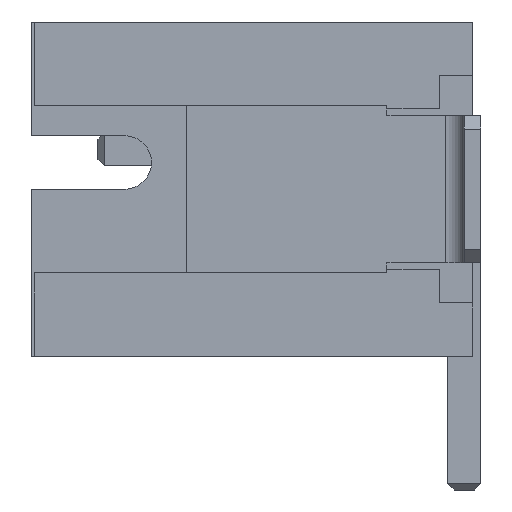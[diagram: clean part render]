
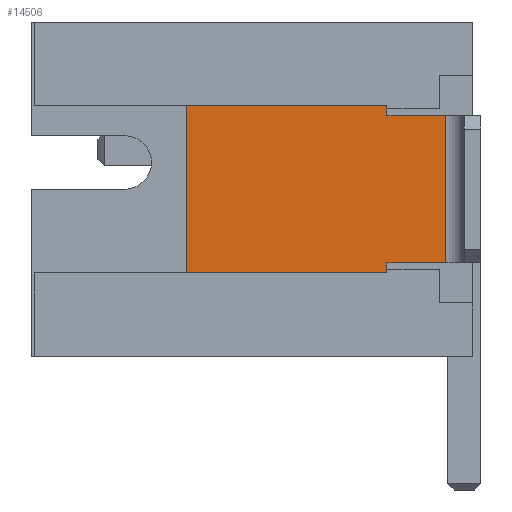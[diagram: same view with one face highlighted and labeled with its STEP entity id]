
A CAD part, left-side view. The second image highlights one B-rep face of the part: STEP entity #14506.
In plain terms, the highlighted planar face has unit normal (-1, 0, 0).
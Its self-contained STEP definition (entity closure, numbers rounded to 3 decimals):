
#495 = DIRECTION ( 'NONE',  ( 0., 0., 1. ) ) ;
#980 = VECTOR ( 'NONE', #495, 1000. ) ;
#1368 = CARTESIAN_POINT ( 'NONE',  ( 0.275, 1.405, 1.25 ) ) ;
#1602 = LINE ( 'NONE', #7266, #12042 ) ;
#1780 = CARTESIAN_POINT ( 'NONE',  ( 0.275, 4.405, 1.25 ) ) ;
#1799 = VERTEX_POINT ( 'NONE', #13870 ) ;
#1995 = CARTESIAN_POINT ( 'NONE',  ( 0.275, 1.405, -1.25 ) ) ;
#2007 = CARTESIAN_POINT ( 'NONE',  ( 0.275, 1.405, -1.25 ) ) ;
#2085 = DIRECTION ( 'NONE',  ( 0., 0., -1. ) ) ;
#2480 = ORIENTED_EDGE ( 'NONE', *, *, #15805, .T. ) ;
#2679 = VECTOR ( 'NONE', #17182, 1000. ) ;
#3117 = LINE ( 'NONE', #1368, #3336 ) ;
#3336 = VECTOR ( 'NONE', #17165, 1000. ) ;
#3346 = CARTESIAN_POINT ( 'NONE',  ( 0.275, 1.405, -1.25 ) ) ;
#3647 = EDGE_CURVE ( 'NONE', #16796, #17286, #4673, .T. ) ;
#3741 = ORIENTED_EDGE ( 'NONE', *, *, #3647, .T. ) ;
#3767 = ORIENTED_EDGE ( 'NONE', *, *, #15252, .T. ) ;
#4150 = VERTEX_POINT ( 'NONE', #1780 ) ;
#4203 = VERTEX_POINT ( 'NONE', #14596 ) ;
#4673 = LINE ( 'NONE', #2007, #4900 ) ;
#4695 = DIRECTION ( 'NONE',  ( 1., 0., 0. ) ) ;
#4861 = DIRECTION ( 'NONE',  ( 0., 0., -1. ) ) ;
#4900 = VECTOR ( 'NONE', #7957, 1000. ) ;
#4951 = CARTESIAN_POINT ( 'NONE',  ( 0.275, 1.405, -1.1 ) ) ;
#5037 = LINE ( 'NONE', #4951, #7081 ) ;
#5364 = EDGE_CURVE ( 'NONE', #4203, #16796, #7569, .T. ) ;
#6412 = VECTOR ( 'NONE', #10478, 1000. ) ;
#6475 = ORIENTED_EDGE ( 'NONE', *, *, #11999, .T. ) ;
#6492 = EDGE_CURVE ( 'NONE', #16475, #17249, #15862, .T. ) ;
#6524 = CARTESIAN_POINT ( 'NONE',  ( 0.275, 0.525, -1.1 ) ) ;
#6585 = ORIENTED_EDGE ( 'NONE', *, *, #6492, .F. ) ;
#7081 = VECTOR ( 'NONE', #15380, 1000. ) ;
#7266 = CARTESIAN_POINT ( 'NONE',  ( 0.275, 1.405, -1.25 ) ) ;
#7569 = LINE ( 'NONE', #15934, #980 ) ;
#7748 = EDGE_CURVE ( 'NONE', #12918, #4150, #3117, .T. ) ;
#7957 = DIRECTION ( 'NONE',  ( 0., 0., 1. ) ) ;
#8656 = EDGE_LOOP ( 'NONE', ( #3767, #13491, #3741, #2480, #9109, #6585, #6475, #15688, #9623, #9190 ) ) ;
#8895 = CARTESIAN_POINT ( 'NONE',  ( 0.275, 1.405, -1.2 ) ) ;
#8997 = CARTESIAN_POINT ( 'NONE',  ( 0.275, 0.525, -1.1 ) ) ;
#9087 = LINE ( 'NONE', #1995, #6412 ) ;
#9109 = ORIENTED_EDGE ( 'NONE', *, *, #16846, .F. ) ;
#9113 = CARTESIAN_POINT ( 'NONE',  ( 0.275, 1.405, -1.1 ) ) ;
#9190 = ORIENTED_EDGE ( 'NONE', *, *, #17704, .T. ) ;
#9461 = LINE ( 'NONE', #10856, #10847 ) ;
#9623 = ORIENTED_EDGE ( 'NONE', *, *, #7748, .T. ) ;
#10176 = DIRECTION ( 'NONE',  ( 0., -1., 0. ) ) ;
#10235 = VECTOR ( 'NONE', #12998, 1000. ) ;
#10478 = DIRECTION ( 'NONE',  ( 0., 0., 1. ) ) ;
#10547 = LINE ( 'NONE', #3346, #10235 ) ;
#10570 = VERTEX_POINT ( 'NONE', #17533 ) ;
#10847 = VECTOR ( 'NONE', #4861, 1000. ) ;
#10856 = CARTESIAN_POINT ( 'NONE',  ( 0.275, 4.405, -1.25 ) ) ;
#11743 = FACE_OUTER_BOUND ( 'NONE', #8656, .T. ) ;
#11832 = CARTESIAN_POINT ( 'NONE',  ( 0.275, 0.525, 1.1 ) ) ;
#11999 = EDGE_CURVE ( 'NONE', #16475, #10570, #9087, .T. ) ;
#12028 = VECTOR ( 'NONE', #2085, 1000. ) ;
#12042 = VECTOR ( 'NONE', #10176, 1000. ) ;
#12511 = CARTESIAN_POINT ( 'NONE',  ( 0.275, 1.405, 1.25 ) ) ;
#12687 = CARTESIAN_POINT ( 'NONE',  ( 0.275, 1.405, 1.1 ) ) ;
#12918 = VERTEX_POINT ( 'NONE', #12511 ) ;
#12998 = DIRECTION ( 'NONE',  ( 0., 0., 1. ) ) ;
#13491 = ORIENTED_EDGE ( 'NONE', *, *, #5364, .T. ) ;
#13870 = CARTESIAN_POINT ( 'NONE',  ( 0.275, 4.405, -1.25 ) ) ;
#14506 = ADVANCED_FACE ( 'NONE', ( #11743 ), #14869, .F. ) ;
#14596 = CARTESIAN_POINT ( 'NONE',  ( 0.275, 1.405, -1.25 ) ) ;
#14731 = LINE ( 'NONE', #8997, #12028 ) ;
#14767 = CARTESIAN_POINT ( 'NONE',  ( 0.275, 0.125, -2.5 ) ) ;
#14869 = PLANE ( 'NONE',  #17442 ) ;
#15252 = EDGE_CURVE ( 'NONE', #1799, #4203, #1602, .T. ) ;
#15259 = EDGE_CURVE ( 'NONE', #10570, #12918, #10547, .T. ) ;
#15380 = DIRECTION ( 'NONE',  ( 0., -1., 0. ) ) ;
#15688 = ORIENTED_EDGE ( 'NONE', *, *, #15259, .T. ) ;
#15805 = EDGE_CURVE ( 'NONE', #17286, #15873, #5037, .T. ) ;
#15862 = LINE ( 'NONE', #12687, #2679 ) ;
#15873 = VERTEX_POINT ( 'NONE', #6524 ) ;
#15934 = CARTESIAN_POINT ( 'NONE',  ( 0.275, 1.405, -1.25 ) ) ;
#16475 = VERTEX_POINT ( 'NONE', #16646 ) ;
#16646 = CARTESIAN_POINT ( 'NONE',  ( 0.275, 1.405, 1.1 ) ) ;
#16796 = VERTEX_POINT ( 'NONE', #8895 ) ;
#16846 = EDGE_CURVE ( 'NONE', #17249, #15873, #14731, .T. ) ;
#17165 = DIRECTION ( 'NONE',  ( 0., 1., 0. ) ) ;
#17182 = DIRECTION ( 'NONE',  ( 0., -1., 0. ) ) ;
#17249 = VERTEX_POINT ( 'NONE', #11832 ) ;
#17286 = VERTEX_POINT ( 'NONE', #9113 ) ;
#17442 = AXIS2_PLACEMENT_3D ( 'NONE', #14767, #4695, #17641 ) ;
#17533 = CARTESIAN_POINT ( 'NONE',  ( 0.275, 1.405, 1.2 ) ) ;
#17641 = DIRECTION ( 'NONE',  ( 0., 0., -1. ) ) ;
#17704 = EDGE_CURVE ( 'NONE', #4150, #1799, #9461, .T. ) ;
